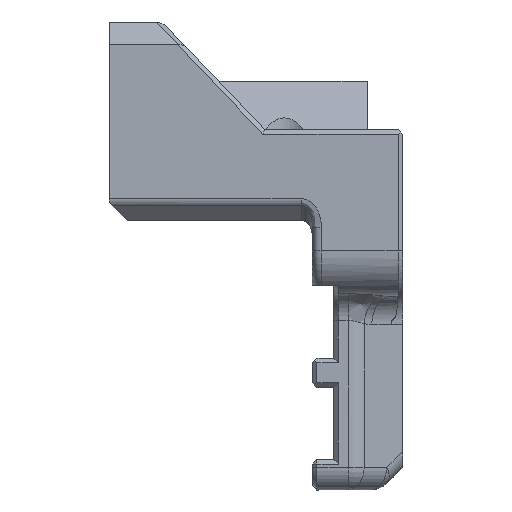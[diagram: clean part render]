
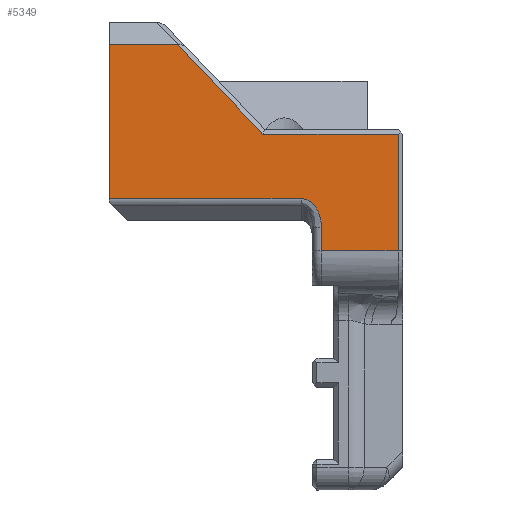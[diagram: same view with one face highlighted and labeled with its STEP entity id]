
A CAD part, left-side view. The second image highlights one B-rep face of the part: STEP entity #5349.
In plain terms, the highlighted face is planar.
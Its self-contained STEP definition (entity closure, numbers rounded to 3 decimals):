
#342=B_SPLINE_CURVE_WITH_KNOTS('',3,(#7827,#7828,#7829,#7830,#7831,#7832,
#7833,#7834,#7835,#7836,#7837,#7838,#7839),.UNSPECIFIED.,.F.,.F.,(4,3,3,
3,4),(3.142,3.534,3.927,4.32,
4.712),.UNSPECIFIED.);
#378=FACE_OUTER_BOUND('',#680,.T.);
#680=EDGE_LOOP('',(#3574,#3575,#3576,#3577,#3578,#3579,#3580,#3581,#3582));
#1022=LINE('',#7779,#1615);
#1042=LINE('',#7819,#1635);
#1043=LINE('',#7821,#1636);
#1044=LINE('',#7823,#1637);
#1045=LINE('',#7825,#1638);
#1046=LINE('',#7841,#1639);
#1047=LINE('',#7843,#1640);
#1048=LINE('',#7844,#1641);
#1615=VECTOR('',#6195,10.);
#1635=VECTOR('',#6225,1000.);
#1636=VECTOR('',#6226,10.);
#1637=VECTOR('',#6227,10.);
#1638=VECTOR('',#6228,1000.);
#1639=VECTOR('',#6229,1000.);
#1640=VECTOR('',#6230,1000.);
#1641=VECTOR('',#6231,1000.);
#2200=VERTEX_POINT('',#7777);
#2201=VERTEX_POINT('',#7778);
#2216=VERTEX_POINT('',#7818);
#2217=VERTEX_POINT('',#7820);
#2218=VERTEX_POINT('',#7822);
#2219=VERTEX_POINT('',#7824);
#2220=VERTEX_POINT('',#7826);
#2221=VERTEX_POINT('',#7840);
#2222=VERTEX_POINT('',#7842);
#2719=EDGE_CURVE('',#2200,#2201,#1022,.T.);
#2739=EDGE_CURVE('',#2216,#2201,#1042,.T.);
#2740=EDGE_CURVE('',#2217,#2200,#1043,.T.);
#2741=EDGE_CURVE('',#2217,#2218,#1044,.T.);
#2742=EDGE_CURVE('',#2218,#2219,#1045,.T.);
#2743=EDGE_CURVE('',#2219,#2220,#342,.T.);
#2744=EDGE_CURVE('',#2220,#2221,#1046,.T.);
#2745=EDGE_CURVE('',#2221,#2222,#1047,.T.);
#2746=EDGE_CURVE('',#2222,#2216,#1048,.T.);
#3574=ORIENTED_EDGE('',*,*,#2739,.T.);
#3575=ORIENTED_EDGE('',*,*,#2719,.F.);
#3576=ORIENTED_EDGE('',*,*,#2740,.F.);
#3577=ORIENTED_EDGE('',*,*,#2741,.T.);
#3578=ORIENTED_EDGE('',*,*,#2742,.T.);
#3579=ORIENTED_EDGE('',*,*,#2743,.T.);
#3580=ORIENTED_EDGE('',*,*,#2744,.T.);
#3581=ORIENTED_EDGE('',*,*,#2745,.T.);
#3582=ORIENTED_EDGE('',*,*,#2746,.T.);
#5148=PLANE('',#5666);
#5349=ADVANCED_FACE('',(#378),#5148,.T.);
#5666=AXIS2_PLACEMENT_3D('',#7817,#6223,#6224);
#6195=DIRECTION('',(-0.69,0.,-0.723));
#6223=DIRECTION('center_axis',(0.,1.,0.));
#6224=DIRECTION('ref_axis',(1.,0.,0.));
#6225=DIRECTION('',(1.,0.,0.));
#6226=DIRECTION('',(-1.,0.,0.));
#6227=DIRECTION('',(0.,0.,-1.));
#6228=DIRECTION('',(-1.,0.,0.));
#6229=DIRECTION('',(0.,0.,-1.));
#6230=DIRECTION('',(-1.,0.,0.));
#6231=DIRECTION('',(0.,0.,1.));
#7777=CARTESIAN_POINT('',(33.427,17.,50.093));
#7778=CARTESIAN_POINT('',(25.846,17.,42.149));
#7779=CARTESIAN_POINT('',(25.431,17.,41.714));
#7817=CARTESIAN_POINT('Origin',(35.501,17.,31.8));
#7818=CARTESIAN_POINT('',(13.86,17.,42.149));
#7819=CARTESIAN_POINT('',(26.96,17.,42.149));
#7820=CARTESIAN_POINT('',(39.46,17.,50.093));
#7821=CARTESIAN_POINT('',(35.142,17.,50.093));
#7822=CARTESIAN_POINT('',(39.46,17.,36.431));
#7823=CARTESIAN_POINT('',(39.46,17.,44.799));
#7824=CARTESIAN_POINT('',(22.46,17.,36.431));
#7825=CARTESIAN_POINT('',(22.46,17.,36.431));
#7826=CARTESIAN_POINT('',(20.66,17.,33.886));
#7827=CARTESIAN_POINT('Ctrl Pts',(22.46,17.,36.431));
#7828=CARTESIAN_POINT('Ctrl Pts',(22.224,17.,36.431));
#7829=CARTESIAN_POINT('Ctrl Pts',(21.989,17.,36.365));
#7830=CARTESIAN_POINT('Ctrl Pts',(21.771,17.,36.238));
#7831=CARTESIAN_POINT('Ctrl Pts',(21.553,17.,36.11));
#7832=CARTESIAN_POINT('Ctrl Pts',(21.354,17.,35.921));
#7833=CARTESIAN_POINT('Ctrl Pts',(21.187,17.,35.686));
#7834=CARTESIAN_POINT('Ctrl Pts',(21.021,17.,35.45));
#7835=CARTESIAN_POINT('Ctrl Pts',(20.887,17.,35.168));
#7836=CARTESIAN_POINT('Ctrl Pts',(20.797,17.,34.86));
#7837=CARTESIAN_POINT('Ctrl Pts',(20.707,17.,34.552));
#7838=CARTESIAN_POINT('Ctrl Pts',(20.66,17.,34.219));
#7839=CARTESIAN_POINT('Ctrl Pts',(20.66,17.,33.886));
#7840=CARTESIAN_POINT('',(20.66,17.,31.8));
#7841=CARTESIAN_POINT('',(20.66,17.,31.8));
#7842=CARTESIAN_POINT('',(13.86,17.,31.8));
#7843=CARTESIAN_POINT('',(35.501,17.,31.8));
#7844=CARTESIAN_POINT('',(13.86,17.,42.549));
